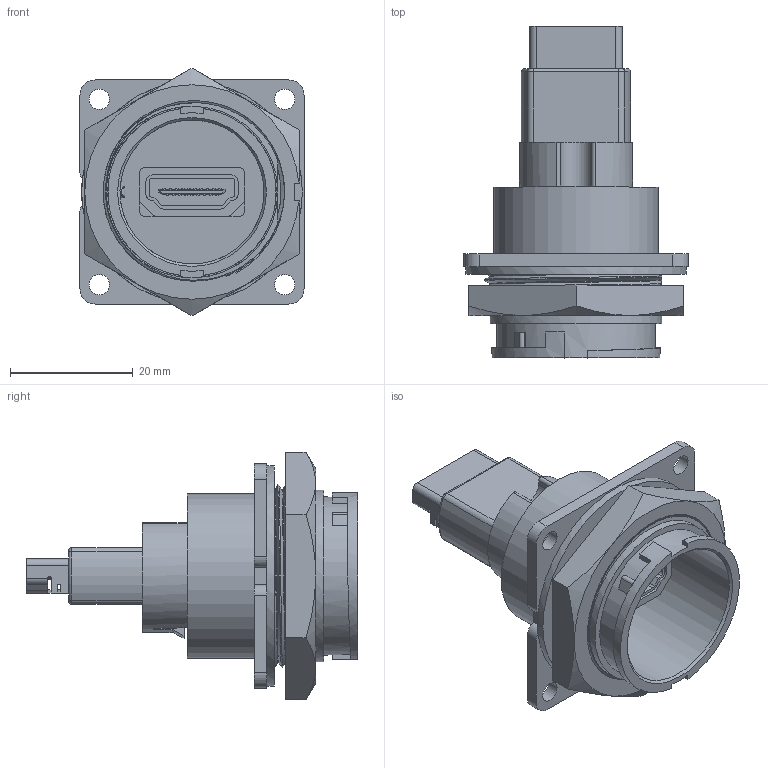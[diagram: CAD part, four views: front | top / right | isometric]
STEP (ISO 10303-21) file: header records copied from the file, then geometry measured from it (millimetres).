
FILE_DESCRIPTION((''),'1');
FILE_NAME('HDMI panel connector, RECEPTACLE, 19 POSITION - DCP-HDMIB-F.stp', '2017-10-01T22:06:23',('Gerard'), (''), 'KCM Version 1.1.1028.0', 'Kubotek KeyCreator', '');
FILE_SCHEMA(('AUTOMOTIVE_DESIGN'));
Length unit declared in the file: millimetre
Bounding box: 36.53 x 54.05 x 40.33 mm (x, y, z)
Volume: 16192.5 mm3; surface area: 12378.3 mm2
Topology: 2 solids, 6 shells, 761 faces, 2147 edges, 1408 vertices
Faces by surface type: plane 601, cylinder 124, bspline 19, cone 10, torus 7
Full cylindrical faces by diameter (mm): 3.302 x4, 23.47 x1, 23.978 x1, 25.781 x1, 26.772 x1, 27.94 x1, 28.956 x3, 30.163 x3, 35.966 x1
Entity records: 26178 total; most frequent: CARTESIAN_POINT 6100, ORIENTED_EDGE 4290, DIRECTION 3797, EDGE_CURVE 2145, VECTOR 1637, LINE 1637, VERTEX_POINT 1408, AXIS2_PLACEMENT_3D 1080
